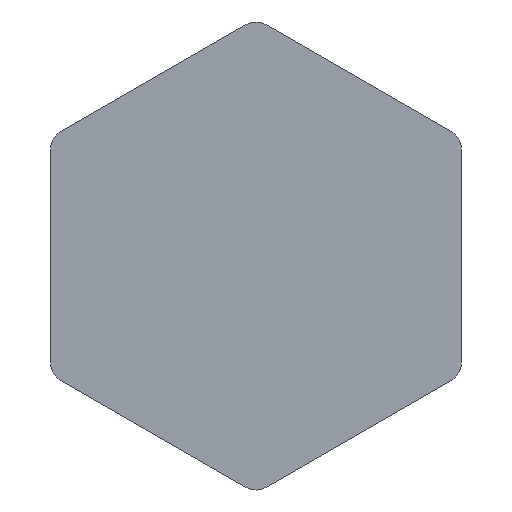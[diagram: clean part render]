
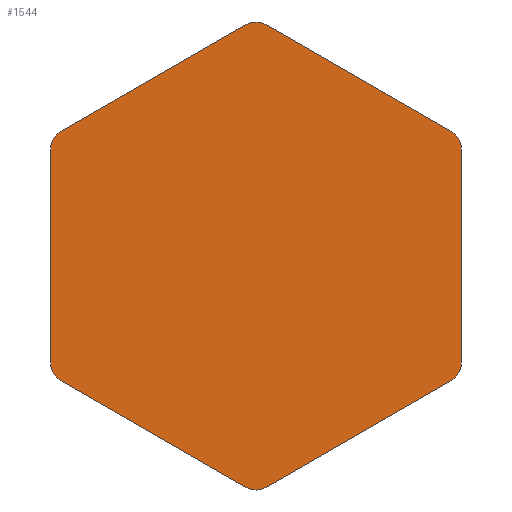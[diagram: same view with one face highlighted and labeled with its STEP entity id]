
A CAD part, front view. The second image highlights one B-rep face of the part: STEP entity #1544.
In plain terms, the highlighted planar face has unit normal (0, -1, 0).
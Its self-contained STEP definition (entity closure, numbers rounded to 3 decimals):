
#54=PLANE('',#1708);
#130=FACE_OUTER_BOUND('',#210,.T.);
#210=EDGE_LOOP('',(#1399,#1400,#1401,#1402,#1403,#1404,#1405,#1406,#1407,
#1408,#1409,#1410));
#218=CIRCLE('',#1567,25.4);
#220=CIRCLE('',#1571,25.4);
#222=CIRCLE('',#1575,25.4);
#288=CIRCLE('',#1709,25.4);
#289=CIRCLE('',#1710,25.4);
#290=CIRCLE('',#1711,25.4);
#295=LINE('',#2195,#449);
#299=LINE('',#2207,#453);
#303=LINE('',#2219,#457);
#437=LINE('',#2621,#591);
#438=LINE('',#2625,#592);
#439=LINE('',#2628,#593);
#449=VECTOR('',#1732,10.);
#453=VECTOR('',#1744,10.);
#457=VECTOR('',#1756,10.);
#591=VECTOR('',#2156,10.);
#592=VECTOR('',#2159,10.);
#593=VECTOR('',#2162,10.);
#599=VERTEX_POINT('',#2182);
#602=VERTEX_POINT('',#2187);
#604=VERTEX_POINT('',#2192);
#605=VERTEX_POINT('',#2197);
#608=VERTEX_POINT('',#2204);
#609=VERTEX_POINT('',#2209);
#612=VERTEX_POINT('',#2216);
#746=VERTEX_POINT('',#2618);
#747=VERTEX_POINT('',#2620);
#748=VERTEX_POINT('',#2622);
#749=VERTEX_POINT('',#2624);
#750=VERTEX_POINT('',#2626);
#754=EDGE_CURVE('',#602,#599,#218,.T.);
#757=EDGE_CURVE('',#599,#604,#295,.T.);
#760=EDGE_CURVE('',#604,#605,#220,.T.);
#763=EDGE_CURVE('',#605,#608,#299,.T.);
#766=EDGE_CURVE('',#608,#609,#222,.T.);
#769=EDGE_CURVE('',#609,#612,#303,.T.);
#968=EDGE_CURVE('',#612,#746,#288,.T.);
#969=EDGE_CURVE('',#747,#602,#437,.T.);
#970=EDGE_CURVE('',#748,#747,#289,.T.);
#971=EDGE_CURVE('',#749,#748,#438,.T.);
#972=EDGE_CURVE('',#750,#749,#290,.T.);
#973=EDGE_CURVE('',#746,#750,#439,.T.);
#1399=ORIENTED_EDGE('',*,*,#968,.F.);
#1400=ORIENTED_EDGE('',*,*,#769,.F.);
#1401=ORIENTED_EDGE('',*,*,#766,.F.);
#1402=ORIENTED_EDGE('',*,*,#763,.F.);
#1403=ORIENTED_EDGE('',*,*,#760,.F.);
#1404=ORIENTED_EDGE('',*,*,#757,.F.);
#1405=ORIENTED_EDGE('',*,*,#754,.F.);
#1406=ORIENTED_EDGE('',*,*,#969,.F.);
#1407=ORIENTED_EDGE('',*,*,#970,.F.);
#1408=ORIENTED_EDGE('',*,*,#971,.F.);
#1409=ORIENTED_EDGE('',*,*,#972,.F.);
#1410=ORIENTED_EDGE('',*,*,#973,.F.);
#1544=ADVANCED_FACE('',(#130),#54,.F.);
#1567=AXIS2_PLACEMENT_3D('',#2189,#1726,#1727);
#1571=AXIS2_PLACEMENT_3D('',#2201,#1738,#1739);
#1575=AXIS2_PLACEMENT_3D('',#2213,#1750,#1751);
#1708=AXIS2_PLACEMENT_3D('',#2617,#2152,#2153);
#1709=AXIS2_PLACEMENT_3D('',#2619,#2154,#2155);
#1710=AXIS2_PLACEMENT_3D('',#2623,#2157,#2158);
#1711=AXIS2_PLACEMENT_3D('',#2627,#2160,#2161);
#1726=DIRECTION('center_axis',(0.,1.,0.));
#1727=DIRECTION('ref_axis',(0.866,0.,-0.5));
#1732=DIRECTION('',(-0.866,0.,-0.5));
#1738=DIRECTION('center_axis',(0.,1.,0.));
#1739=DIRECTION('ref_axis',(0.,0.,-1.));
#1744=DIRECTION('',(-0.866,0.,0.5));
#1750=DIRECTION('center_axis',(0.,1.,0.));
#1751=DIRECTION('ref_axis',(-0.866,0.,-0.5));
#1756=DIRECTION('',(0.,0.,1.));
#2152=DIRECTION('center_axis',(0.,1.,0.));
#2153=DIRECTION('ref_axis',(1.,0.,0.));
#2154=DIRECTION('center_axis',(0.,1.,0.));
#2155=DIRECTION('ref_axis',(-0.866,0.,0.5));
#2156=DIRECTION('',(0.,0.,-1.));
#2157=DIRECTION('center_axis',(0.,1.,0.));
#2158=DIRECTION('ref_axis',(0.866,0.,0.5));
#2159=DIRECTION('',(0.866,0.,-0.5));
#2160=DIRECTION('center_axis',(0.,1.,0.));
#2161=DIRECTION('ref_axis',(0.,0.,1.));
#2162=DIRECTION('',(0.866,0.,0.5));
#2182=CARTESIAN_POINT('',(247.108,6.,-357.332));
#2187=CARTESIAN_POINT('',(259.808,6.,-335.335));
#2189=CARTESIAN_POINT('Origin',(234.408,6.,-335.335));
#2192=CARTESIAN_POINT('',(12.7,6.,-492.668));
#2195=CARTESIAN_POINT('',(21.651,6.,-487.5));
#2197=CARTESIAN_POINT('',(-12.7,6.,-492.668));
#2201=CARTESIAN_POINT('Origin',(0.,6.,
-470.671));
#2204=CARTESIAN_POINT('',(-247.108,6.,-357.332));
#2207=CARTESIAN_POINT('',(-281.458,6.,-337.5));
#2209=CARTESIAN_POINT('',(-259.808,6.,-335.335));
#2213=CARTESIAN_POINT('Origin',(-234.408,6.,-335.335));
#2216=CARTESIAN_POINT('',(-259.808,6.,-64.665));
#2219=CARTESIAN_POINT('',(-259.808,6.,-75.));
#2617=CARTESIAN_POINT('Origin',(-173.205,6.,-100.));
#2618=CARTESIAN_POINT('',(-247.108,6.,-42.668));
#2619=CARTESIAN_POINT('Origin',(-234.408,6.,-64.665));
#2620=CARTESIAN_POINT('',(259.808,6.,-64.665));
#2621=CARTESIAN_POINT('',(259.808,6.,-225.));
#2622=CARTESIAN_POINT('',(247.108,6.,-42.668));
#2623=CARTESIAN_POINT('Origin',(234.408,6.,-64.665));
#2624=CARTESIAN_POINT('',(12.7,6.,92.668));
#2625=CARTESIAN_POINT('',(108.253,6.,37.5));
#2626=CARTESIAN_POINT('',(-12.7,6.,92.668));
#2627=CARTESIAN_POINT('Origin',(0.,6.,
70.671));
#2628=CARTESIAN_POINT('',(-108.253,6.,37.5));
